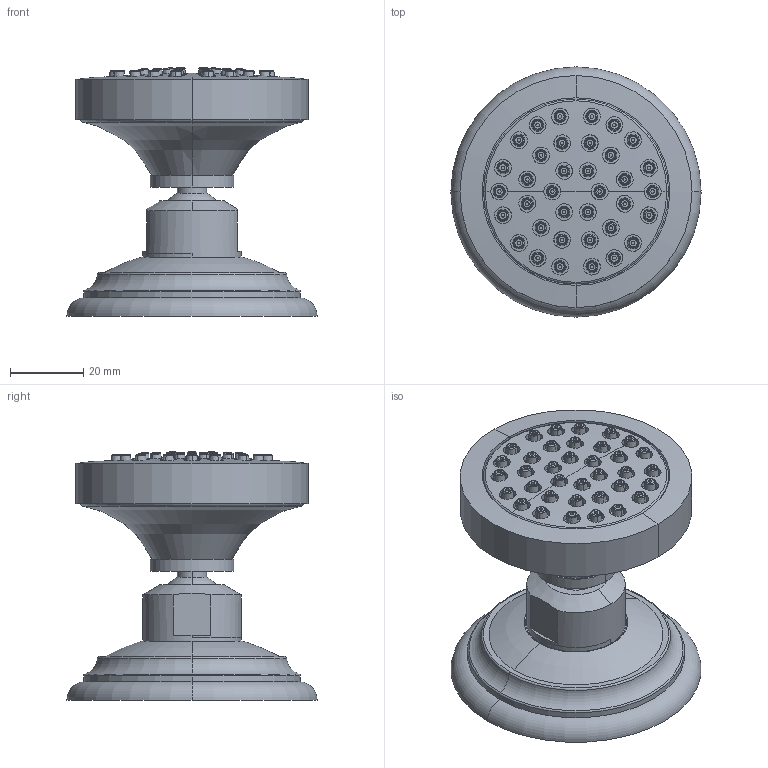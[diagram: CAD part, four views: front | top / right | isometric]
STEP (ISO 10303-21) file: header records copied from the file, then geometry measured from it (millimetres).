
FILE_DESCRIPTION((''),'2;1');
FILE_NAME('2178','2021-01-07T11:06:29',('jinson.thomas'),(''),'CREO PARAMETRIC BY PTC INC, 2018400','CREO PARAMETRIC BY PTC INC, 2018400','');
FILE_SCHEMA(('CONFIG_CONTROL_DESIGN'));
Length unit declared in the file: inch
Products named in the file (1): 2178
Bounding box: 68.48 x 68.48 x 67.91 mm (x, y, z)
Volume: 102499.2 mm3; surface area: 22142.6 mm2
Topology: 1 solids, 1 shells, 455 faces, 1073 edges, 729 vertices
Faces by surface type: cylinder 155, sphere 80, cone 74, bspline 72, plane 48, torus 16, extrusion 10
Entity records: 21286 total; most frequent: CARTESIAN_POINT 11779, ORIENTED_EDGE 2142, DIRECTION 1536, EDGE_CURVE 1071, VERTEX_POINT 729, AXIS2_PLACEMENT_3D 606, EDGE_LOOP 566, B_SPLINE_CURVE_WITH_KNOTS 534
